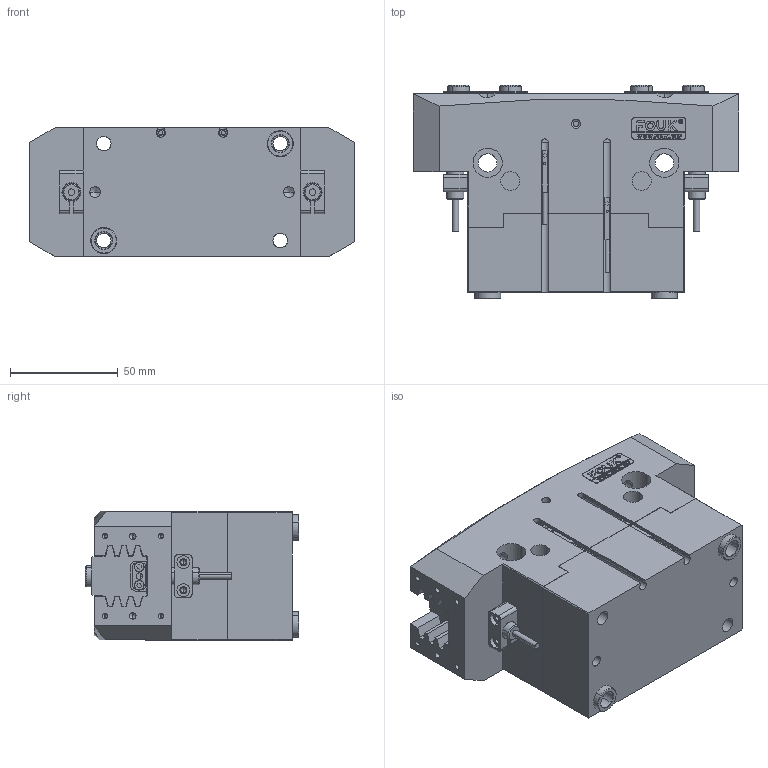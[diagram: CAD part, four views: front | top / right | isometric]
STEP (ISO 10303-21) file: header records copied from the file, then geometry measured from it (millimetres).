
FILE_DESCRIPTION (( 'STEP AP203' ), '1' );
FILE_NAME ('FR57-151-NO.STEP', '2025-11-06T04:48:34', ( 'USER-' ), ( 'Microsoft' ), 'SwSTEP 2.0', 'SolidWorks 2018', '' );
FILE_SCHEMA (( 'CONFIG_CONTROL_DESIGN' ));
Length unit declared in the file: millimetre
Products named in the file (14): 内六角圆柱头螺钉[GBT70_1-2008][M2.5×8]_M2.5×8; 25x10-R1.5; ﾏ擎ﾗ10｡ﾁ6｡ﾁ6; TRT57-151-MX-02 喘倛賑輸; 揤輸蚾饜极; ﾏ擎ﾗ12｡ﾁ8｡ﾁ6; TRT57-151-MX-01 喘倛褲极; 棠羲換覜ん; FR57-151-NO; TRT57-151-MX-22B 晊扥极; TRT57-151-MX-06 笢猾え; TY-M2.5-002 晚假蚾輸2; 电容传感器8x23接近开关; P-GS-T-01 諉輪羲壽標厥釱
Assembly tree (23 placements, depth 3):
  FR57-151-NO
    TRT57-151-MX-01 喘倛褲极
    TRT57-151-MX-02 喘倛賑輸  x2
    TRT57-151-MX-06 笢猾え
    P-GS-T-01 諉輪羲壽標厥釱  x2
    电容传感器8x23接近开关  x2
    揤輸蚾饜极  x2
      内六角圆柱头螺钉[GBT70_1-2008][M2.5×8]_M2.5×8
      TY-M2.5-002 晚假蚾輸2
    25x10-R1.5
    TRT57-151-MX-22B 晊扥极
    棠羲換覜ん  x2
    ﾏ擎ﾗ12｡ﾁ8｡ﾁ6  x2
    ﾏ擎ﾗ10｡ﾁ6｡ﾁ6  x4
Bounding box: 151 x 99 x 60.1 mm (x, y, z)
Volume: 605421.9 mm3; surface area: 123576 mm2
Topology: 24 solids, 30 shells, 1353 faces, 3495 edges, 2227 vertices
Faces by surface type: plane 594, cylinder 405, cone 183, bspline 155, torus 16
Entity records: 40204 total; most frequent: CARTESIAN_POINT 12713, ORIENTED_EDGE 5514, DIRECTION 4970, EDGE_CURVE 2757, VERTEX_POINT 1809, LINE 1718, VECTOR 1718, AXIS2_PLACEMENT_3D 1626
